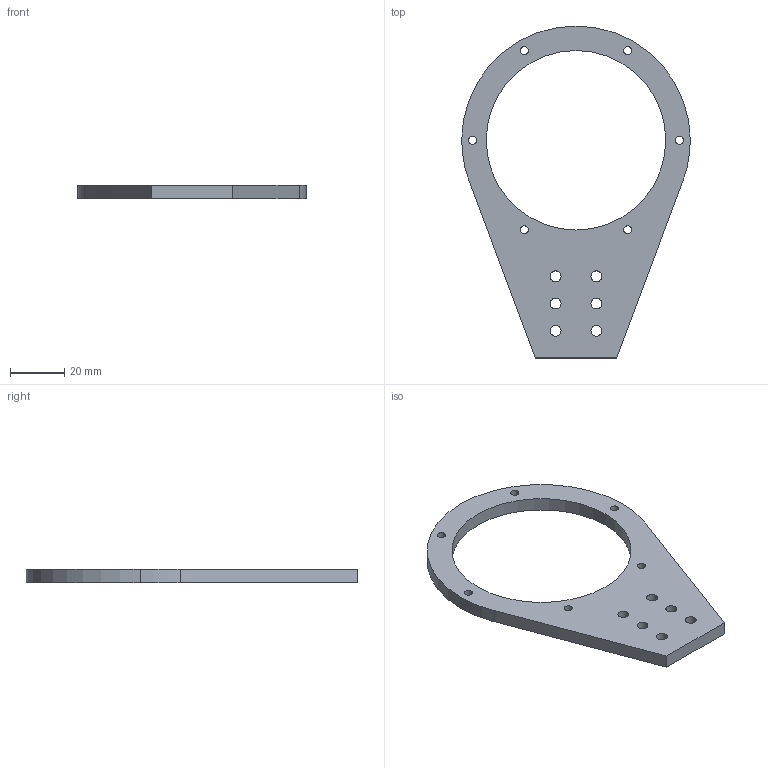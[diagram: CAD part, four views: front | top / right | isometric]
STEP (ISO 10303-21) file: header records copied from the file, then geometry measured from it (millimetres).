
FILE_DESCRIPTION (( 'STEP AP203' ), '1' );
FILE_NAME ('Lower joint casin_Default_sldprt.STEP', '2019-06-05T12:18:13', ( '' ), ( '' ), 'SwSTEP 2.0', 'SolidWorks 2017', '' );
FILE_SCHEMA (( 'CONFIG_CONTROL_DESIGN' ));
Length unit declared in the file: millimetre
Products named in the file (1): Lower joint casin_Default_sldprt
Bounding box: 84 x 122 x 5 mm (x, y, z)
Volume: 19948.1 mm3; surface area: 11332.5 mm2
Topology: 1 solids, 1 shells, 34 faces, 96 edges, 64 vertices
Faces by surface type: cylinder 29, plane 5
Entity records: 1267 total; most frequent: DIRECTION 224, CARTESIAN_POINT 195, ORIENTED_EDGE 192, EDGE_CURVE 96, AXIS2_PLACEMENT_3D 93, VERTEX_POINT 64, EDGE_LOOP 60, CIRCLE 58
